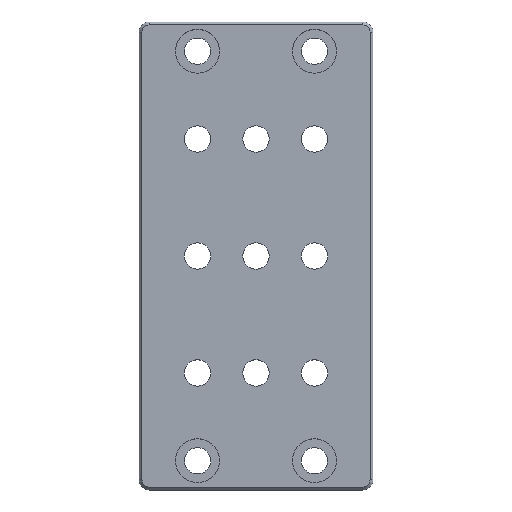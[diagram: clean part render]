
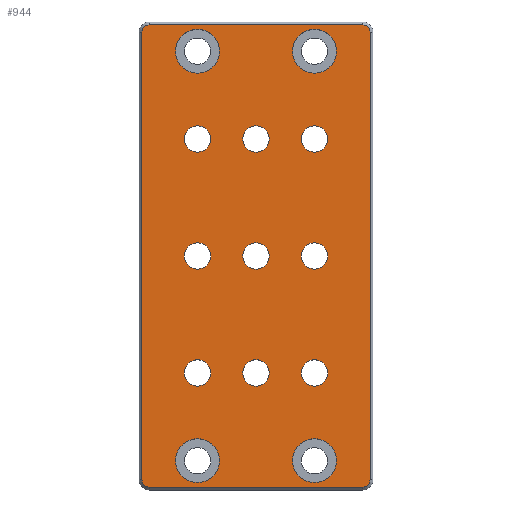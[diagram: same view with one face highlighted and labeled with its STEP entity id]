
A CAD part, top view. The second image highlights one B-rep face of the part: STEP entity #944.
In plain terms, the highlighted planar face has unit normal (0, 0, 1).
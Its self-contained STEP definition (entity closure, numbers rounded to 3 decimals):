
#47=LINE('',#1574,#87);
#52=LINE('',#1590,#92);
#55=LINE('',#1595,#95);
#59=LINE('',#1608,#99);
#87=VECTOR('',#1292,73.);
#92=VECTOR('',#1309,153.);
#95=VECTOR('',#1314,153.);
#99=VECTOR('',#1330,73.);
#170=FACE_BOUND('',#349,.T.);
#171=FACE_BOUND('',#350,.T.);
#172=FACE_BOUND('',#351,.T.);
#173=FACE_BOUND('',#352,.T.);
#174=FACE_BOUND('',#353,.T.);
#175=FACE_BOUND('',#354,.T.);
#176=FACE_BOUND('',#355,.T.);
#177=FACE_BOUND('',#356,.T.);
#178=FACE_BOUND('',#357,.T.);
#179=FACE_BOUND('',#358,.T.);
#180=FACE_BOUND('',#359,.T.);
#181=FACE_BOUND('',#360,.T.);
#182=FACE_BOUND('',#361,.T.);
#246=FACE_OUTER_BOUND('',#348,.T.);
#348=EDGE_LOOP('',(#814,#815,#816,#817,#818,#819,#820,#821));
#349=EDGE_LOOP('',(#822));
#350=EDGE_LOOP('',(#823));
#351=EDGE_LOOP('',(#824));
#352=EDGE_LOOP('',(#825));
#353=EDGE_LOOP('',(#826));
#354=EDGE_LOOP('',(#827));
#355=EDGE_LOOP('',(#828));
#356=EDGE_LOOP('',(#829));
#357=EDGE_LOOP('',(#830));
#358=EDGE_LOOP('',(#831));
#359=EDGE_LOOP('',(#832));
#360=EDGE_LOOP('',(#833));
#361=EDGE_LOOP('',(#834));
#395=CIRCLE('',#967,7.5);
#399=CIRCLE('',#974,7.5);
#404=CIRCLE('',#983,4.5);
#408=CIRCLE('',#990,4.5);
#409=CIRCLE('',#992,4.5);
#416=CIRCLE('',#1004,4.5);
#420=CIRCLE('',#1011,4.5);
#421=CIRCLE('',#1013,4.5);
#440=CIRCLE('',#1049,2.5);
#442=CIRCLE('',#1052,2.5);
#443=CIRCLE('',#1056,2.5);
#445=CIRCLE('',#1059,2.5);
#446=CIRCLE('',#1065,7.5);
#447=CIRCLE('',#1066,7.5);
#448=CIRCLE('',#1067,4.5);
#449=CIRCLE('',#1068,4.5);
#450=CIRCLE('',#1069,4.5);
#463=VERTEX_POINT('',#1411);
#467=VERTEX_POINT('',#1422);
#472=VERTEX_POINT('',#1436);
#476=VERTEX_POINT('',#1447);
#477=VERTEX_POINT('',#1450);
#484=VERTEX_POINT('',#1469);
#488=VERTEX_POINT('',#1480);
#489=VERTEX_POINT('',#1483);
#519=VERTEX_POINT('',#1571);
#520=VERTEX_POINT('',#1573);
#522=VERTEX_POINT('',#1578);
#523=VERTEX_POINT('',#1583);
#525=VERTEX_POINT('',#1588);
#526=VERTEX_POINT('',#1593);
#528=VERTEX_POINT('',#1598);
#529=VERTEX_POINT('',#1603);
#530=VERTEX_POINT('',#1616);
#531=VERTEX_POINT('',#1618);
#532=VERTEX_POINT('',#1620);
#533=VERTEX_POINT('',#1622);
#534=VERTEX_POINT('',#1624);
#547=EDGE_CURVE('',#463,#463,#395,.T.);
#551=EDGE_CURVE('',#467,#467,#399,.T.);
#556=EDGE_CURVE('',#472,#472,#404,.T.);
#560=EDGE_CURVE('',#476,#476,#408,.T.);
#561=EDGE_CURVE('',#477,#477,#409,.T.);
#568=EDGE_CURVE('',#484,#484,#416,.T.);
#572=EDGE_CURVE('',#488,#488,#420,.T.);
#573=EDGE_CURVE('',#489,#489,#421,.T.);
#616=EDGE_CURVE('',#519,#520,#47,.T.);
#619=EDGE_CURVE('',#522,#519,#440,.T.);
#622=EDGE_CURVE('',#520,#523,#442,.T.);
#624=EDGE_CURVE('',#525,#522,#52,.T.);
#627=EDGE_CURVE('',#523,#526,#55,.T.);
#629=EDGE_CURVE('',#528,#525,#443,.T.);
#632=EDGE_CURVE('',#526,#529,#445,.T.);
#634=EDGE_CURVE('',#529,#528,#59,.T.);
#638=EDGE_CURVE('',#530,#530,#446,.T.);
#639=EDGE_CURVE('',#531,#531,#447,.T.);
#640=EDGE_CURVE('',#532,#532,#448,.T.);
#641=EDGE_CURVE('',#533,#533,#449,.T.);
#642=EDGE_CURVE('',#534,#534,#450,.T.);
#814=ORIENTED_EDGE('',*,*,#616,.F.);
#815=ORIENTED_EDGE('',*,*,#619,.F.);
#816=ORIENTED_EDGE('',*,*,#624,.F.);
#817=ORIENTED_EDGE('',*,*,#629,.F.);
#818=ORIENTED_EDGE('',*,*,#634,.F.);
#819=ORIENTED_EDGE('',*,*,#632,.F.);
#820=ORIENTED_EDGE('',*,*,#627,.F.);
#821=ORIENTED_EDGE('',*,*,#622,.F.);
#822=ORIENTED_EDGE('',*,*,#547,.T.);
#823=ORIENTED_EDGE('',*,*,#551,.T.);
#824=ORIENTED_EDGE('',*,*,#556,.T.);
#825=ORIENTED_EDGE('',*,*,#560,.T.);
#826=ORIENTED_EDGE('',*,*,#561,.T.);
#827=ORIENTED_EDGE('',*,*,#568,.T.);
#828=ORIENTED_EDGE('',*,*,#572,.T.);
#829=ORIENTED_EDGE('',*,*,#573,.T.);
#830=ORIENTED_EDGE('',*,*,#638,.T.);
#831=ORIENTED_EDGE('',*,*,#639,.T.);
#832=ORIENTED_EDGE('',*,*,#640,.T.);
#833=ORIENTED_EDGE('',*,*,#641,.T.);
#834=ORIENTED_EDGE('',*,*,#642,.T.);
#889=PLANE('',#1064);
#944=ADVANCED_FACE('',(#246,#170,#171,#172,#173,#174,#175,#176,#177,#178,
#179,#180,#181,#182),#889,.T.);
#967=AXIS2_PLACEMENT_3D('',#1412,#1106,#1107);
#974=AXIS2_PLACEMENT_3D('',#1423,#1120,#1121);
#983=AXIS2_PLACEMENT_3D('',#1437,#1138,#1139);
#990=AXIS2_PLACEMENT_3D('',#1448,#1152,#1153);
#992=AXIS2_PLACEMENT_3D('',#1451,#1156,#1157);
#1004=AXIS2_PLACEMENT_3D('',#1470,#1180,#1181);
#1011=AXIS2_PLACEMENT_3D('',#1481,#1194,#1195);
#1013=AXIS2_PLACEMENT_3D('',#1484,#1198,#1199);
#1049=AXIS2_PLACEMENT_3D('',#1580,#1297,#1298);
#1052=AXIS2_PLACEMENT_3D('',#1585,#1304,#1305);
#1056=AXIS2_PLACEMENT_3D('',#1600,#1318,#1319);
#1059=AXIS2_PLACEMENT_3D('',#1605,#1325,#1326);
#1064=AXIS2_PLACEMENT_3D('',#1615,#1340,#1341);
#1065=AXIS2_PLACEMENT_3D('',#1617,#1342,#1343);
#1066=AXIS2_PLACEMENT_3D('',#1619,#1344,#1345);
#1067=AXIS2_PLACEMENT_3D('',#1621,#1346,#1347);
#1068=AXIS2_PLACEMENT_3D('',#1623,#1348,#1349);
#1069=AXIS2_PLACEMENT_3D('',#1625,#1350,#1351);
#1106=DIRECTION('center_axis',(0.,0.,-1.));
#1107=DIRECTION('ref_axis',(1.,0.,0.));
#1120=DIRECTION('center_axis',(0.,0.,-1.));
#1121=DIRECTION('ref_axis',(1.,0.,0.));
#1138=DIRECTION('center_axis',(0.,0.,-1.));
#1139=DIRECTION('ref_axis',(-1.,0.,0.));
#1152=DIRECTION('center_axis',(0.,0.,-1.));
#1153=DIRECTION('ref_axis',(-1.,0.,0.));
#1156=DIRECTION('center_axis',(0.,0.,-1.));
#1157=DIRECTION('ref_axis',(-1.,0.,0.));
#1180=DIRECTION('center_axis',(0.,0.,-1.));
#1181=DIRECTION('ref_axis',(-1.,0.,0.));
#1194=DIRECTION('center_axis',(0.,0.,-1.));
#1195=DIRECTION('ref_axis',(-1.,0.,0.));
#1198=DIRECTION('center_axis',(0.,0.,-1.));
#1199=DIRECTION('ref_axis',(-1.,0.,0.));
#1292=DIRECTION('',(-1.,0.,0.));
#1297=DIRECTION('center_axis',(0.,0.,-1.));
#1298=DIRECTION('ref_axis',(0.707,-0.707,0.));
#1304=DIRECTION('center_axis',(0.,0.,-1.));
#1305=DIRECTION('ref_axis',(-0.707,-0.707,0.));
#1309=DIRECTION('',(0.,-1.,0.));
#1314=DIRECTION('',(0.,1.,0.));
#1318=DIRECTION('center_axis',(0.,0.,-1.));
#1319=DIRECTION('ref_axis',(0.707,0.707,0.));
#1325=DIRECTION('center_axis',(0.,0.,-1.));
#1326=DIRECTION('ref_axis',(-0.707,0.707,0.));
#1330=DIRECTION('',(1.,0.,0.));
#1340=DIRECTION('center_axis',(0.,0.,1.));
#1341=DIRECTION('ref_axis',(1.,0.,0.));
#1342=DIRECTION('center_axis',(0.,0.,-1.));
#1343=DIRECTION('ref_axis',(1.,0.,0.));
#1344=DIRECTION('center_axis',(0.,0.,-1.));
#1345=DIRECTION('ref_axis',(1.,0.,0.));
#1346=DIRECTION('center_axis',(0.,0.,-1.));
#1347=DIRECTION('ref_axis',(-1.,0.,0.));
#1348=DIRECTION('center_axis',(0.,0.,-1.));
#1349=DIRECTION('ref_axis',(-1.,0.,0.));
#1350=DIRECTION('center_axis',(0.,0.,-1.));
#1351=DIRECTION('ref_axis',(-1.,0.,0.));
#1411=CARTESIAN_POINT('',(-12.5,70.,7.5));
#1412=CARTESIAN_POINT('Origin',(-20.,70.,7.5));
#1422=CARTESIAN_POINT('',(27.5,70.,7.5));
#1423=CARTESIAN_POINT('Origin',(20.,70.,7.5));
#1436=CARTESIAN_POINT('',(24.5,0.,7.5));
#1437=CARTESIAN_POINT('Origin',(20.,0.,7.5));
#1447=CARTESIAN_POINT('',(-15.5,0.,7.5));
#1448=CARTESIAN_POINT('Origin',(-20.,0.,7.5));
#1450=CARTESIAN_POINT('',(4.5,0.,7.5));
#1451=CARTESIAN_POINT('Origin',(0.,0.,7.5));
#1469=CARTESIAN_POINT('',(24.5,40.,7.5));
#1470=CARTESIAN_POINT('Origin',(20.,40.,7.5));
#1480=CARTESIAN_POINT('',(-15.5,40.,7.5));
#1481=CARTESIAN_POINT('Origin',(-20.,40.,7.5));
#1483=CARTESIAN_POINT('',(4.5,40.,7.5));
#1484=CARTESIAN_POINT('Origin',(0.,40.,7.5));
#1571=CARTESIAN_POINT('',(36.5,-79.,7.5));
#1573=CARTESIAN_POINT('',(-36.5,-79.,7.5));
#1574=CARTESIAN_POINT('',(20.,-79.,7.5));
#1578=CARTESIAN_POINT('',(39.,-76.5,7.5));
#1580=CARTESIAN_POINT('Origin',(36.5,-76.5,7.5));
#1583=CARTESIAN_POINT('',(-39.,-76.5,7.5));
#1585=CARTESIAN_POINT('Origin',(-36.5,-76.5,7.5));
#1588=CARTESIAN_POINT('',(39.,76.5,7.5));
#1590=CARTESIAN_POINT('',(39.,40.,7.5));
#1593=CARTESIAN_POINT('',(-39.,76.5,7.5));
#1595=CARTESIAN_POINT('',(-39.,-40.,7.5));
#1598=CARTESIAN_POINT('',(36.5,79.,7.5));
#1600=CARTESIAN_POINT('Origin',(36.5,76.5,7.5));
#1603=CARTESIAN_POINT('',(-36.5,79.,7.5));
#1605=CARTESIAN_POINT('Origin',(-36.5,76.5,7.5));
#1608=CARTESIAN_POINT('',(-20.,79.,7.5));
#1615=CARTESIAN_POINT('Origin',(0.,0.,
7.5));
#1616=CARTESIAN_POINT('',(27.5,-70.,7.5));
#1617=CARTESIAN_POINT('Origin',(20.,-70.,7.5));
#1618=CARTESIAN_POINT('',(-12.5,-70.,7.5));
#1619=CARTESIAN_POINT('Origin',(-20.,-70.,7.5));
#1620=CARTESIAN_POINT('',(-15.5,-40.,7.5));
#1621=CARTESIAN_POINT('Origin',(-20.,-40.,7.5));
#1622=CARTESIAN_POINT('',(4.5,-40.,7.5));
#1623=CARTESIAN_POINT('Origin',(0.,-40.,7.5));
#1624=CARTESIAN_POINT('',(24.5,-40.,7.5));
#1625=CARTESIAN_POINT('Origin',(20.,-40.,7.5));
